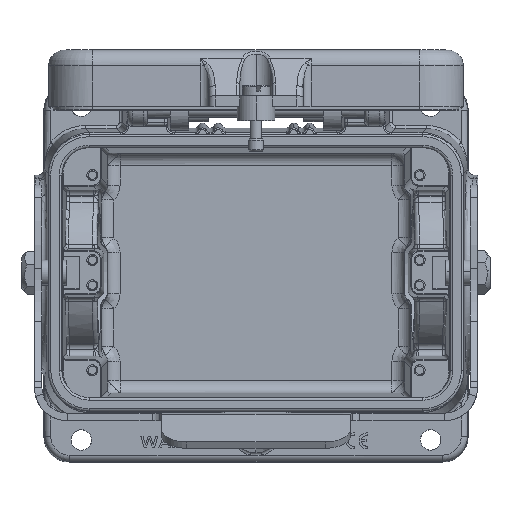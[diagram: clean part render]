
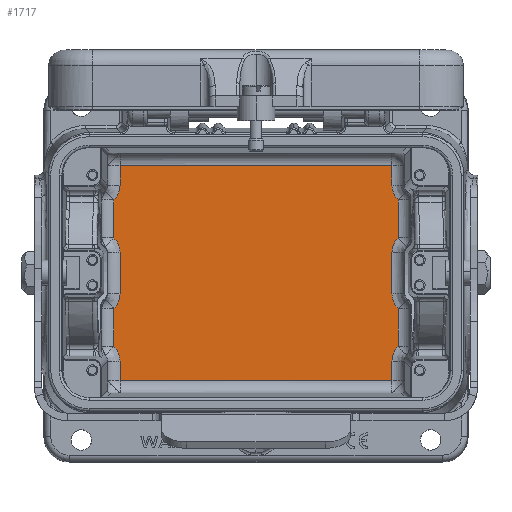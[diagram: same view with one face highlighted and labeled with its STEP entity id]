
A CAD part, top view. The second image highlights one B-rep face of the part: STEP entity #1717.
In plain terms, the highlighted planar face has unit normal (0, 0, 1).
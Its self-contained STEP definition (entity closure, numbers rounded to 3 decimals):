
#968=PLANE('',#18000);
#1717=ADVANCED_FACE('NONE',(#3131),#968,.T.);
#3131=FACE_OUTER_BOUND('',#4158,.T.);
#4158=EDGE_LOOP('',(#9828,#9829,#9830,#9831,#9832,#9833,#9834,#9835,#9836,
#9837,#9838,#9839,#9840,#9841,#9842,#9843,#9844,#9845,#9846,#9847));
#5317=LINE('',#29874,#6415);
#5339=LINE('',#30423,#6437);
#5362=LINE('',#30823,#6460);
#5363=LINE('',#30830,#6461);
#5364=LINE('',#30831,#6462);
#5365=LINE('',#30838,#6463);
#5366=LINE('',#30845,#6464);
#5367=LINE('',#30852,#6465);
#5368=LINE('',#30859,#6466);
#5369=LINE('',#30860,#6467);
#5370=LINE('',#30867,#6468);
#5371=LINE('',#30874,#6469);
#6415=VECTOR('',#20583,1.);
#6437=VECTOR('',#20649,1.);
#6460=VECTOR('',#20736,1.);
#6461=VECTOR('',#20737,1.);
#6462=VECTOR('',#20738,1.);
#6463=VECTOR('',#20739,1.);
#6464=VECTOR('',#20740,1.);
#6465=VECTOR('',#20741,1.);
#6466=VECTOR('',#20742,1.);
#6467=VECTOR('',#20743,1.);
#6468=VECTOR('',#20744,1.);
#6469=VECTOR('',#20745,1.);
#9828=ORIENTED_EDGE('',*,*,#15304,.T.);
#9829=ORIENTED_EDGE('',*,*,#15305,.T.);
#9830=ORIENTED_EDGE('',*,*,#15306,.T.);
#9831=ORIENTED_EDGE('',*,*,#15307,.T.);
#9832=ORIENTED_EDGE('',*,*,#15171,.T.);
#9833=ORIENTED_EDGE('',*,*,#15308,.T.);
#9834=ORIENTED_EDGE('',*,*,#15309,.T.);
#9835=ORIENTED_EDGE('',*,*,#15310,.T.);
#9836=ORIENTED_EDGE('',*,*,#15311,.T.);
#9837=ORIENTED_EDGE('',*,*,#15312,.T.);
#9838=ORIENTED_EDGE('',*,*,#15313,.T.);
#9839=ORIENTED_EDGE('',*,*,#15314,.T.);
#9840=ORIENTED_EDGE('',*,*,#15315,.T.);
#9841=ORIENTED_EDGE('',*,*,#15316,.T.);
#9842=ORIENTED_EDGE('',*,*,#15238,.T.);
#9843=ORIENTED_EDGE('',*,*,#15317,.T.);
#9844=ORIENTED_EDGE('',*,*,#15318,.T.);
#9845=ORIENTED_EDGE('',*,*,#15319,.T.);
#9846=ORIENTED_EDGE('',*,*,#15320,.T.);
#9847=ORIENTED_EDGE('',*,*,#15321,.T.);
#13083=VERTEX_POINT('',#29873);
#13084=VERTEX_POINT('',#29875);
#13122=VERTEX_POINT('',#30424);
#13123=VERTEX_POINT('',#30425);
#13155=VERTEX_POINT('',#30821);
#13156=VERTEX_POINT('',#30822);
#13157=VERTEX_POINT('',#30824);
#13158=VERTEX_POINT('',#30829);
#13159=VERTEX_POINT('',#30832);
#13160=VERTEX_POINT('',#30837);
#13161=VERTEX_POINT('',#30839);
#13162=VERTEX_POINT('',#30844);
#13163=VERTEX_POINT('',#30846);
#13164=VERTEX_POINT('',#30851);
#13165=VERTEX_POINT('',#30853);
#13166=VERTEX_POINT('',#30858);
#13167=VERTEX_POINT('',#30861);
#13168=VERTEX_POINT('',#30866);
#13169=VERTEX_POINT('',#30868);
#13170=VERTEX_POINT('',#30873);
#15171=EDGE_CURVE('NONE',#13084,#13083,#5317,.T.);
#15238=EDGE_CURVE('NONE',#13122,#13123,#5339,.T.);
#15304=EDGE_CURVE('NONE',#13155,#13156,#16940,.T.);
#15305=EDGE_CURVE('NONE',#13156,#13157,#5362,.T.);
#15306=EDGE_CURVE('NONE',#13157,#13158,#16941,.T.);
#15307=EDGE_CURVE('NONE',#13158,#13084,#5363,.T.);
#15308=EDGE_CURVE('NONE',#13083,#13159,#5364,.T.);
#15309=EDGE_CURVE('NONE',#13159,#13160,#16942,.T.);
#15310=EDGE_CURVE('NONE',#13160,#13161,#5365,.T.);
#15311=EDGE_CURVE('NONE',#13161,#13162,#16943,.T.);
#15312=EDGE_CURVE('NONE',#13162,#13163,#5366,.T.);
#15313=EDGE_CURVE('NONE',#13163,#13164,#16944,.T.);
#15314=EDGE_CURVE('NONE',#13164,#13165,#5367,.T.);
#15315=EDGE_CURVE('NONE',#13165,#13166,#16945,.T.);
#15316=EDGE_CURVE('NONE',#13166,#13122,#5368,.T.);
#15317=EDGE_CURVE('NONE',#13123,#13167,#5369,.T.);
#15318=EDGE_CURVE('NONE',#13167,#13168,#16946,.T.);
#15319=EDGE_CURVE('NONE',#13168,#13169,#5370,.T.);
#15320=EDGE_CURVE('NONE',#13169,#13170,#16947,.T.);
#15321=EDGE_CURVE('NONE',#13170,#13155,#5371,.T.);
#16940=B_SPLINE_CURVE_WITH_KNOTS('',3,(#30817,#30818,#30819,#30820),
 .UNSPECIFIED.,.F.,.F.,(4,4),(0.,1.),.UNSPECIFIED.);
#16941=B_SPLINE_CURVE_WITH_KNOTS('',3,(#30825,#30826,#30827,#30828),
 .UNSPECIFIED.,.F.,.F.,(4,4),(0.,1.),.UNSPECIFIED.);
#16942=B_SPLINE_CURVE_WITH_KNOTS('',3,(#30833,#30834,#30835,#30836),
 .UNSPECIFIED.,.F.,.F.,(4,4),(0.,1.),.UNSPECIFIED.);
#16943=B_SPLINE_CURVE_WITH_KNOTS('',3,(#30840,#30841,#30842,#30843),
 .UNSPECIFIED.,.F.,.F.,(4,4),(0.,1.),.UNSPECIFIED.);
#16944=B_SPLINE_CURVE_WITH_KNOTS('',3,(#30847,#30848,#30849,#30850),
 .UNSPECIFIED.,.F.,.F.,(4,4),(0.,1.),.UNSPECIFIED.);
#16945=B_SPLINE_CURVE_WITH_KNOTS('',3,(#30854,#30855,#30856,#30857),
 .UNSPECIFIED.,.F.,.F.,(4,4),(0.,1.),.UNSPECIFIED.);
#16946=B_SPLINE_CURVE_WITH_KNOTS('',3,(#30862,#30863,#30864,#30865),
 .UNSPECIFIED.,.F.,.F.,(4,4),(0.,1.),.UNSPECIFIED.);
#16947=B_SPLINE_CURVE_WITH_KNOTS('',3,(#30869,#30870,#30871,#30872),
 .UNSPECIFIED.,.F.,.F.,(4,4),(0.,1.),.UNSPECIFIED.);
#18000=AXIS2_PLACEMENT_3D('',#30875,#20746,#20747);
#20583=DIRECTION('',(1.,0.,0.));
#20649=DIRECTION('',(-1.,0.,0.));
#20736=DIRECTION('',(0.,-1.,0.));
#20737=DIRECTION('',(0.,-1.,0.));
#20738=DIRECTION('',(0.,1.,0.));
#20739=DIRECTION('',(0.,1.,0.));
#20740=DIRECTION('',(0.,1.,0.));
#20741=DIRECTION('',(0.,1.,0.));
#20742=DIRECTION('',(0.,1.,0.));
#20743=DIRECTION('',(0.,-1.,0.));
#20744=DIRECTION('',(0.,-1.,0.));
#20745=DIRECTION('',(0.,-1.,0.));
#20746=DIRECTION('',(0.,0.,1.));
#20747=DIRECTION('',(0.,1.,0.));
#29873=CARTESIAN_POINT('',(43.206,-34.173,-55.069));
#29874=CARTESIAN_POINT('',(49.436,-34.173,-55.069));
#29875=CARTESIAN_POINT('',(-43.206,-34.173,-55.069));
#30423=CARTESIAN_POINT('',(-49.424,34.173,-55.069));
#30424=CARTESIAN_POINT('',(43.206,34.173,-55.069));
#30425=CARTESIAN_POINT('',(-43.206,34.173,-55.069));
#30817=CARTESIAN_POINT('',(-43.206,-6.546,-55.069));
#30818=CARTESIAN_POINT('',(-43.21,-8.392,-55.069));
#30819=CARTESIAN_POINT('',(-43.877,-9.955,-55.069));
#30820=CARTESIAN_POINT('',(-45.206,-11.236,-55.069));
#30821=CARTESIAN_POINT('',(-43.206,-6.546,-55.068));
#30822=CARTESIAN_POINT('',(-45.206,-11.236,-55.069));
#30823=CARTESIAN_POINT('',(-45.206,0.,-55.069));
#30824=CARTESIAN_POINT('',(-45.206,-23.264,-55.069));
#30825=CARTESIAN_POINT('',(-45.206,-23.264,-55.069));
#30826=CARTESIAN_POINT('',(-43.877,-24.545,-55.069));
#30827=CARTESIAN_POINT('',(-43.21,-26.108,-55.069));
#30828=CARTESIAN_POINT('',(-43.206,-27.954,-55.069));
#30829=CARTESIAN_POINT('',(-43.206,-27.954,-55.068));
#30830=CARTESIAN_POINT('',(-43.206,0.,-55.069));
#30831=CARTESIAN_POINT('',(43.206,0.,-55.069));
#30832=CARTESIAN_POINT('',(43.206,-27.954,-55.068));
#30833=CARTESIAN_POINT('',(43.206,-27.954,-55.069));
#30834=CARTESIAN_POINT('',(43.21,-26.108,-55.069));
#30835=CARTESIAN_POINT('',(43.877,-24.545,-55.069));
#30836=CARTESIAN_POINT('',(45.206,-23.264,-55.069));
#30837=CARTESIAN_POINT('',(45.206,-23.264,-55.069));
#30838=CARTESIAN_POINT('',(45.206,0.,-55.069));
#30839=CARTESIAN_POINT('',(45.206,-11.236,-55.069));
#30840=CARTESIAN_POINT('',(45.206,-11.236,-55.069));
#30841=CARTESIAN_POINT('',(43.877,-9.955,-55.069));
#30842=CARTESIAN_POINT('',(43.21,-8.392,-55.069));
#30843=CARTESIAN_POINT('',(43.206,-6.546,-55.069));
#30844=CARTESIAN_POINT('',(43.206,-6.546,-55.068));
#30845=CARTESIAN_POINT('',(43.206,0.,-55.069));
#30846=CARTESIAN_POINT('',(43.206,6.546,-55.068));
#30847=CARTESIAN_POINT('',(43.206,6.546,-55.069));
#30848=CARTESIAN_POINT('',(43.21,8.392,-55.069));
#30849=CARTESIAN_POINT('',(43.877,9.955,-55.069));
#30850=CARTESIAN_POINT('',(45.206,11.236,-55.069));
#30851=CARTESIAN_POINT('',(45.206,11.236,-55.069));
#30852=CARTESIAN_POINT('',(45.206,0.,-55.069));
#30853=CARTESIAN_POINT('',(45.206,23.264,-55.069));
#30854=CARTESIAN_POINT('',(45.206,23.264,-55.069));
#30855=CARTESIAN_POINT('',(43.877,24.545,-55.069));
#30856=CARTESIAN_POINT('',(43.21,26.108,-55.069));
#30857=CARTESIAN_POINT('',(43.206,27.954,-55.069));
#30858=CARTESIAN_POINT('',(43.206,27.954,-55.068));
#30859=CARTESIAN_POINT('',(43.206,0.,-55.069));
#30860=CARTESIAN_POINT('',(-43.206,0.,-55.069));
#30861=CARTESIAN_POINT('',(-43.206,27.954,-55.068));
#30862=CARTESIAN_POINT('',(-43.206,27.954,-55.069));
#30863=CARTESIAN_POINT('',(-43.21,26.108,-55.069));
#30864=CARTESIAN_POINT('',(-43.877,24.545,-55.069));
#30865=CARTESIAN_POINT('',(-45.206,23.264,-55.069));
#30866=CARTESIAN_POINT('',(-45.206,23.264,-55.069));
#30867=CARTESIAN_POINT('',(-45.206,0.,-55.069));
#30868=CARTESIAN_POINT('',(-45.206,11.236,-55.069));
#30869=CARTESIAN_POINT('',(-45.206,11.236,-55.069));
#30870=CARTESIAN_POINT('',(-43.877,9.955,-55.069));
#30871=CARTESIAN_POINT('',(-43.21,8.392,-55.069));
#30872=CARTESIAN_POINT('',(-43.206,6.546,-55.069));
#30873=CARTESIAN_POINT('',(-43.206,6.546,-55.068));
#30874=CARTESIAN_POINT('',(-43.206,0.,-55.069));
#30875=CARTESIAN_POINT('',(0.,0.,-55.069));
